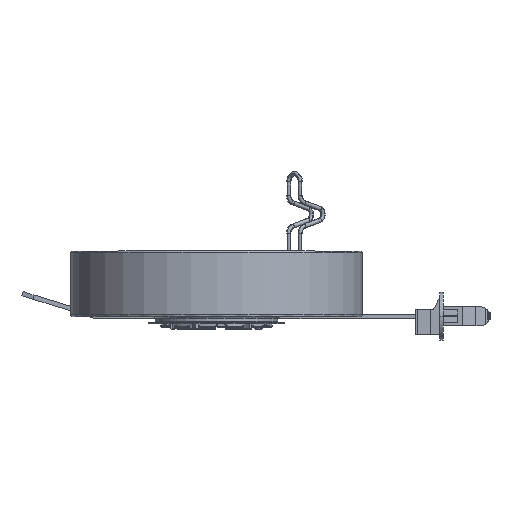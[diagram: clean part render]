
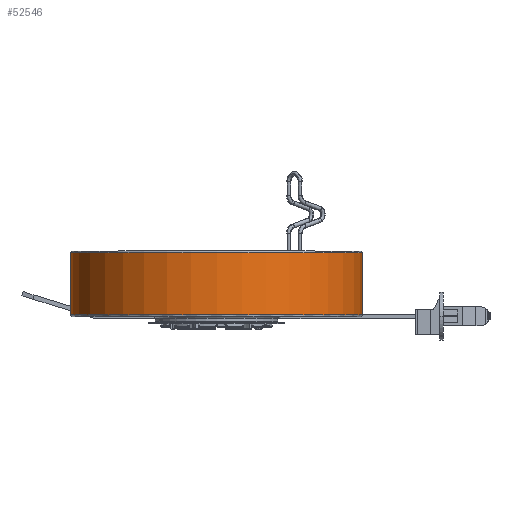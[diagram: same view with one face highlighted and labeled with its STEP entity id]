
A CAD part, top view. The second image highlights one B-rep face of the part: STEP entity #52546.
In plain terms, the highlighted cylindrical face has radius 40.64 mm (diameter 81.28 mm), a partial arc.
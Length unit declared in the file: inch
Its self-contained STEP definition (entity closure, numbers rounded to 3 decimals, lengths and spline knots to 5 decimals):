
#3538=CARTESIAN_POINT('',(0.,0.02,0.));
#3539=DIRECTION('',(0.,1.,0.));
#3540=DIRECTION('',(-1.,0.,0.));
#3541=AXIS2_PLACEMENT_3D('',#3538,#3539,#3540);
#3593=DIRECTION('',(0.,1.,0.));
#3594=VECTOR('',#3593,0.679);
#3595=CARTESIAN_POINT('',(1.6,0.02,0.));
#3596=LINE('',#3595,#3594);
#3597=DIRECTION('',(0.,-1.,0.));
#3598=VECTOR('',#3597,0.679);
#3599=CARTESIAN_POINT('',(-1.6,0.699,0.));
#3600=LINE('',#3599,#3598);
#3601=CARTESIAN_POINT('',(0.,0.699,0.));
#3602=DIRECTION('',(0.,-1.,0.));
#3603=DIRECTION('',(1.,0.,0.));
#3604=AXIS2_PLACEMENT_3D('',#3601,#3602,#3603);
#40344=CARTESIAN_POINT('',(-1.6,0.02,0.));
#40346=VERTEX_POINT('',#40344);
#40347=CARTESIAN_POINT('',(1.6,0.02,0.));
#40348=VERTEX_POINT('',#40347);
#40983=CARTESIAN_POINT('',(1.6,0.699,0.));
#40985=VERTEX_POINT('',#40983);
#40987=CARTESIAN_POINT('',(-1.6,0.699,0.));
#40989=VERTEX_POINT('',#40987);
#52534=CARTESIAN_POINT('',(0.,0.78945,0.));
#52535=DIRECTION('',(0.,-1.,0.));
#52536=DIRECTION('',(-1.,0.,0.));
#52537=AXIS2_PLACEMENT_3D('',#52534,#52535,#52536);
#52538=CYLINDRICAL_SURFACE('',#52537,1.6);
#52539=ORIENTED_EDGE('',*,*,#52523,.F.);
#52541=ORIENTED_EDGE('',*,*,#52540,.F.);
#52542=ORIENTED_EDGE('',*,*,#52519,.F.);
#52543=ORIENTED_EDGE('',*,*,#52453,.F.);
#52544=EDGE_LOOP('',(#52539,#52541,#52542,#52543));
#52545=FACE_OUTER_BOUND('',#52544,.F.);
#52546=ADVANCED_FACE('',(#52545),#52538,.T.);
#3542=CIRCLE('',#3541,1.6);
#3605=CIRCLE('',#3604,1.6);
#52453=EDGE_CURVE('',#40346,#40348,#3542,.T.);
#52519=EDGE_CURVE('',#40348,#40985,#3596,.T.);
#52523=EDGE_CURVE('',#40989,#40346,#3600,.T.);
#52540=EDGE_CURVE('',#40985,#40989,#3605,.T.);
